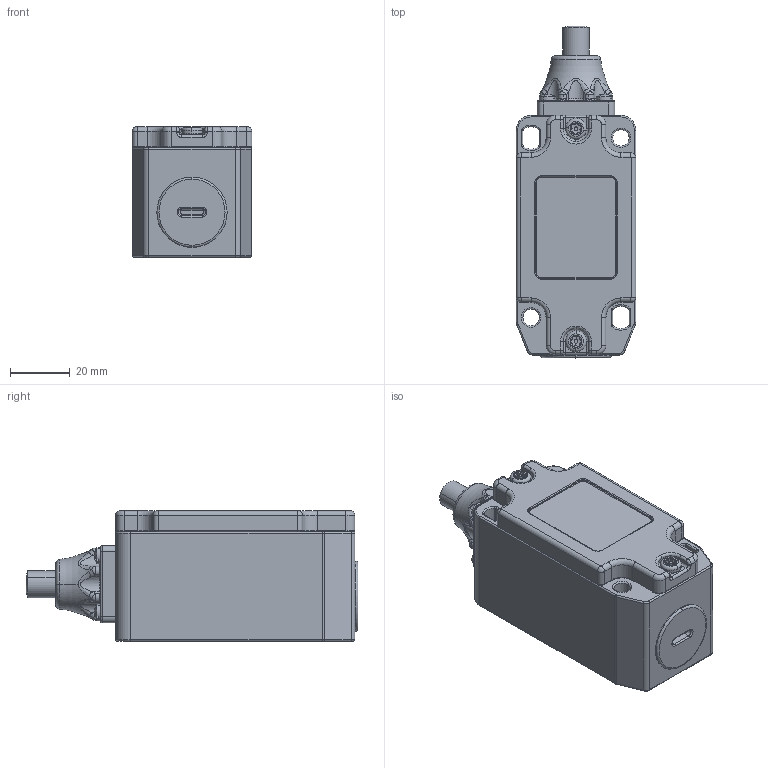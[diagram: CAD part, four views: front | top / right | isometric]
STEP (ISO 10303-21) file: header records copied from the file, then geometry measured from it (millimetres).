
FILE_DESCRIPTION (( 'STEP AP203' ), '1' );
FILE_NAME ('174-HLM (Pin Plunger) step format.STEP', '2014-07-07T10:39:24', ( '' ), ( '' ), 'SwSTEP 2.0', 'SolidWorks 2013', '' );
FILE_SCHEMA (( 'CONFIG_CONTROL_DESIGN' ));
Length unit declared in the file: millimetre
Products named in the file (1): 174-HLM (Pin Plunger) step format
Bounding box: 40 x 110.9 x 43.5 mm (x, y, z)
Volume: 60552.6 mm3; surface area: 43836.4 mm2
Topology: 12 solids, 12 shells, 2070 faces, 4637 edges, 2632 vertices
Faces by surface type: cylinder 583, plane 508, cone 464, torus 341, bspline 121, sphere 53
Entity records: 63023 total; most frequent: CARTESIAN_POINT 16939, DIRECTION 10337, ORIENTED_EDGE 9182, EDGE_CURVE 4591, AXIS2_PLACEMENT_3D 4150, VERTEX_POINT 2632, CIRCLE 2200, EDGE_LOOP 2185
